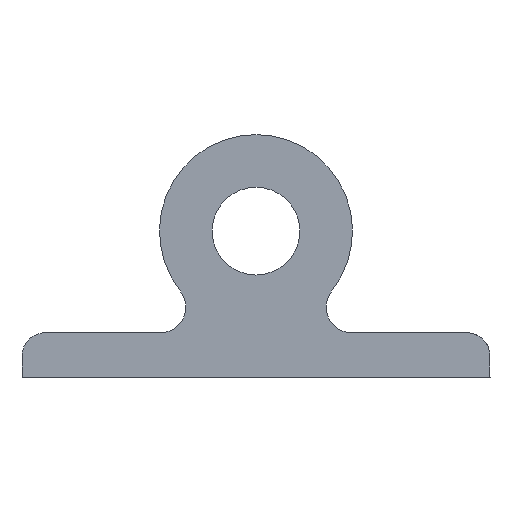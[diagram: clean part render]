
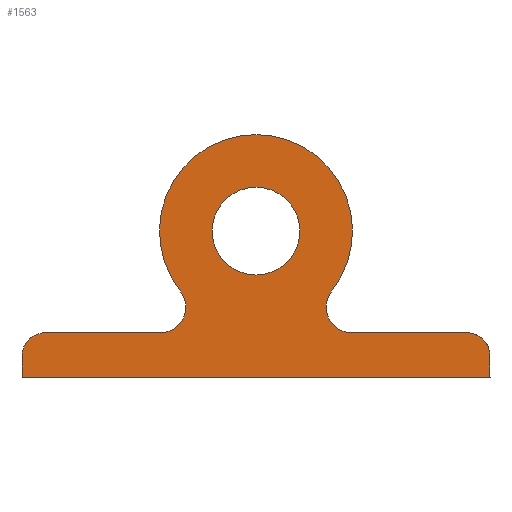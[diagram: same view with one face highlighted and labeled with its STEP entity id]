
A CAD part, left-side view. The second image highlights one B-rep face of the part: STEP entity #1563.
In plain terms, the highlighted planar face has unit normal (-1, 0, 0).
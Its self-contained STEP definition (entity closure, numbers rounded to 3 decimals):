
#26=FACE_BOUND('',#214,.T.);
#52=PLANE('',#1729);
#118=FACE_OUTER_BOUND('',#213,.T.);
#213=EDGE_LOOP('',(#1221,#1222,#1223,#1224,#1225,#1226,#1227,#1228,#1229,
#1230,#1231,#1232,#1233,#1234));
#214=EDGE_LOOP('',(#1235));
#277=LINE('',#2334,#411);
#280=LINE('',#2346,#414);
#303=LINE('',#2436,#437);
#329=LINE('',#2568,#463);
#330=LINE('',#2572,#464);
#331=LINE('',#2574,#465);
#332=LINE('',#2575,#466);
#411=VECTOR('',#1843,10.);
#414=VECTOR('',#1854,10.);
#437=VECTOR('',#1943,10.);
#463=VECTOR('',#2079,10.);
#464=VECTOR('',#2082,10.);
#465=VECTOR('',#2083,10.);
#466=VECTOR('',#2084,10.);
#544=CIRCLE('',#1635,4.55);
#547=CIRCLE('',#1640,4.55);
#548=CIRCLE('',#1643,16.5);
#596=CIRCLE('',#1717,7.5);
#598=CIRCLE('',#1720,4.35);
#600=CIRCLE('',#1723,4.);
#602=CIRCLE('',#1726,4.35);
#604=CIRCLE('',#1730,4.);
#638=VERTEX_POINT('',#2321);
#639=VERTEX_POINT('',#2322);
#643=VERTEX_POINT('',#2332);
#646=VERTEX_POINT('',#2339);
#647=VERTEX_POINT('',#2341);
#648=VERTEX_POINT('',#2345);
#681=VERTEX_POINT('',#2433);
#682=VERTEX_POINT('',#2435);
#719=VERTEX_POINT('',#2537);
#721=VERTEX_POINT('',#2543);
#722=VERTEX_POINT('',#2548);
#725=VERTEX_POINT('',#2567);
#726=VERTEX_POINT('',#2569);
#727=VERTEX_POINT('',#2571);
#728=VERTEX_POINT('',#2573);
#794=EDGE_CURVE('',#638,#639,#544,.F.);
#800=EDGE_CURVE('',#643,#639,#277,.T.);
#803=EDGE_CURVE('',#646,#647,#547,.T.);
#805=EDGE_CURVE('',#647,#648,#280,.T.);
#808=EDGE_CURVE('',#646,#638,#548,.T.);
#850=EDGE_CURVE('',#682,#681,#303,.T.);
#899=EDGE_CURVE('',#719,#719,#596,.T.);
#902=EDGE_CURVE('',#721,#643,#598,.T.);
#905=EDGE_CURVE('',#682,#722,#600,.T.);
#909=EDGE_CURVE('',#648,#681,#602,.T.);
#911=EDGE_CURVE('',#725,#721,#329,.T.);
#912=EDGE_CURVE('',#726,#725,#604,.T.);
#913=EDGE_CURVE('',#727,#726,#330,.T.);
#914=EDGE_CURVE('',#727,#728,#331,.T.);
#915=EDGE_CURVE('',#728,#722,#332,.T.);
#1221=ORIENTED_EDGE('',*,*,#911,.F.);
#1222=ORIENTED_EDGE('',*,*,#912,.F.);
#1223=ORIENTED_EDGE('',*,*,#913,.F.);
#1224=ORIENTED_EDGE('',*,*,#914,.T.);
#1225=ORIENTED_EDGE('',*,*,#915,.T.);
#1226=ORIENTED_EDGE('',*,*,#905,.F.);
#1227=ORIENTED_EDGE('',*,*,#850,.T.);
#1228=ORIENTED_EDGE('',*,*,#909,.F.);
#1229=ORIENTED_EDGE('',*,*,#805,.F.);
#1230=ORIENTED_EDGE('',*,*,#803,.F.);
#1231=ORIENTED_EDGE('',*,*,#808,.T.);
#1232=ORIENTED_EDGE('',*,*,#794,.T.);
#1233=ORIENTED_EDGE('',*,*,#800,.F.);
#1234=ORIENTED_EDGE('',*,*,#902,.F.);
#1235=ORIENTED_EDGE('',*,*,#899,.T.);
#1563=ADVANCED_FACE('',(#118,#26),#52,.F.);
#1635=AXIS2_PLACEMENT_3D('',#2323,#1833,#1834);
#1640=AXIS2_PLACEMENT_3D('',#2342,#1849,#1850);
#1643=AXIS2_PLACEMENT_3D('',#2351,#1859,#1860);
#1717=AXIS2_PLACEMENT_3D('',#2538,#2050,#2051);
#1720=AXIS2_PLACEMENT_3D('',#2544,#2057,#2058);
#1723=AXIS2_PLACEMENT_3D('',#2549,#2064,#2065);
#1726=AXIS2_PLACEMENT_3D('',#2563,#2071,#2072);
#1729=AXIS2_PLACEMENT_3D('',#2566,#2077,#2078);
#1730=AXIS2_PLACEMENT_3D('',#2570,#2080,#2081);
#1833=DIRECTION('center_axis',(-1.,0.,0.));
#1834=DIRECTION('ref_axis',(0.,1.,0.));
#1843=DIRECTION('',(0.,0.,1.));
#1849=DIRECTION('center_axis',(-1.,0.,0.));
#1850=DIRECTION('ref_axis',(0.,-1.,0.));
#1854=DIRECTION('',(0.,0.,-1.));
#1859=DIRECTION('center_axis',(-1.,0.,0.));
#1860=DIRECTION('ref_axis',(0.,-1.,0.));
#1943=DIRECTION('',(0.,1.,0.));
#2050=DIRECTION('center_axis',(1.,0.,0.));
#2051=DIRECTION('ref_axis',(0.,-1.,0.));
#2057=DIRECTION('center_axis',(-1.,0.,0.));
#2058=DIRECTION('ref_axis',(0.,-0.707,-0.707));
#2064=DIRECTION('center_axis',(1.,0.,0.));
#2065=DIRECTION('ref_axis',(0.,-0.065,0.998));
#2071=DIRECTION('center_axis',(-1.,0.,0.));
#2072=DIRECTION('ref_axis',(0.,0.707,-0.707));
#2077=DIRECTION('center_axis',(1.,0.,0.));
#2078=DIRECTION('ref_axis',(0.,1.,0.));
#2079=DIRECTION('',(0.,-1.,0.));
#2080=DIRECTION('center_axis',(1.,0.,0.));
#2081=DIRECTION('ref_axis',(0.,1.,0.022));
#2082=DIRECTION('',(0.,-0.001,1.));
#2083=DIRECTION('',(0.,-1.,0.));
#2084=DIRECTION('',(0.,0.001,1.));
#2321=CARTESIAN_POINT('',(113.,58.012,49.402));
#2322=CARTESIAN_POINT('',(113.,57.04,46.59));
#2323=CARTESIAN_POINT('Origin',(113.,61.59,46.59));
#2332=CARTESIAN_POINT('',(113.,57.04,46.58));
#2334=CARTESIAN_POINT('',(113.,57.039,42.23));
#2339=CARTESIAN_POINT('',(113.,32.067,49.402));
#2341=CARTESIAN_POINT('',(113.,33.04,46.59));
#2342=CARTESIAN_POINT('Origin',(113.,28.49,46.59));
#2345=CARTESIAN_POINT('',(113.,33.04,46.58));
#2346=CARTESIAN_POINT('',(113.,33.04,75.47));
#2351=CARTESIAN_POINT('Origin',(113.,45.04,59.598));
#2433=CARTESIAN_POINT('',(113.,28.69,42.23));
#2435=CARTESIAN_POINT('',(113.,8.778,42.221));
#2436=CARTESIAN_POINT('',(113.,8.778,42.221));
#2537=CARTESIAN_POINT('',(113.,52.54,59.598));
#2538=CARTESIAN_POINT('Origin',(113.,45.04,59.598));
#2543=CARTESIAN_POINT('',(113.,61.39,42.23));
#2544=CARTESIAN_POINT('Origin',(113.,61.39,46.58));
#2548=CARTESIAN_POINT('',(113.,5.041,38.318));
#2549=CARTESIAN_POINT('Origin',(113.,9.039,38.23));
#2563=CARTESIAN_POINT('Origin',(113.,28.69,46.58));
#2566=CARTESIAN_POINT('Origin',(113.,45.04,42.846));
#2567=CARTESIAN_POINT('',(113.,81.302,42.221));
#2568=CARTESIAN_POINT('',(113.,81.302,42.221));
#2569=CARTESIAN_POINT('',(113.,85.039,38.318));
#2570=CARTESIAN_POINT('Origin',(113.,81.04,38.23));
#2571=CARTESIAN_POINT('',(113.,85.041,34.597));
#2572=CARTESIAN_POINT('',(113.,85.041,34.597));
#2573=CARTESIAN_POINT('',(113.,5.038,34.597));
#2574=CARTESIAN_POINT('',(113.,85.041,34.597));
#2575=CARTESIAN_POINT('',(113.,5.038,34.597));
